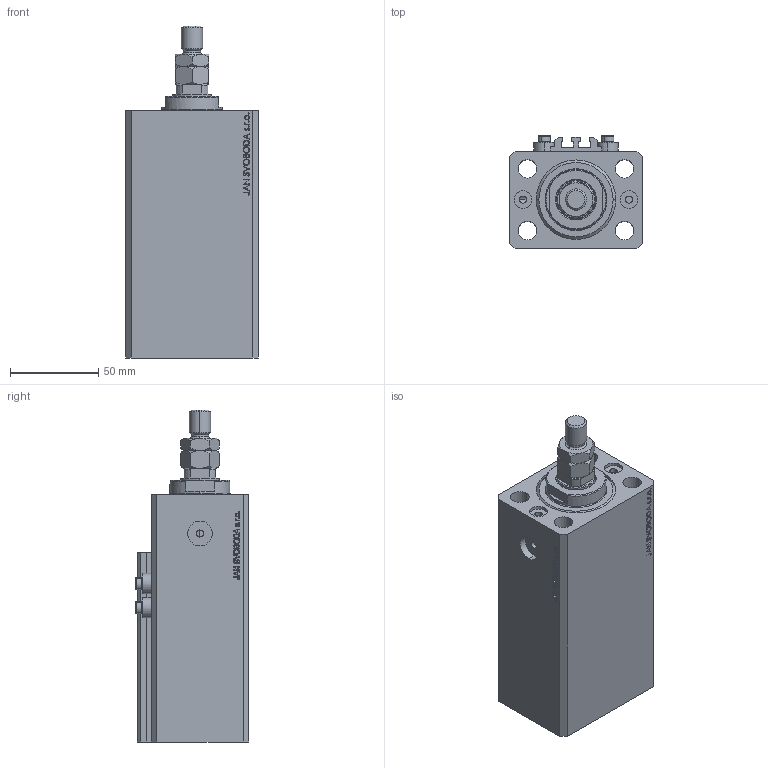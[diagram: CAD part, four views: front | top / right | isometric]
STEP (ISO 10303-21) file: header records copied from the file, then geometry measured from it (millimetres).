
FILE_DESCRIPTION (( 'STEP AP203' ), '1' );
FILE_NAME ('75fe.STEP', '2022-04-09T15:48:21', ( '' ), ( '' ), 'SwSTEP 2.0', 'SolidWorks 2019', '' );
FILE_SCHEMA (( 'CONFIG_CONTROL_DESIGN' ));
Length unit declared in the file: millimetre
Products named in the file (6): 75fe; ALLEN BOLT V250CE f8b4189f137af0aa63ced5c08316dcf7; V250CE_VC_C f8b4189f137af0aa63ced5c08316dcf7; V250CE_C_VCP f8b4189f137af0aa63ced5c08316dcf7; MTA f8b4189f137af0aa63ced5c08316dcf7; V250CE_C_Body f8b4189f137af0aa63ced5c08316dcf7
Assembly tree (8 placements, depth 2):
  75fe
    V250CE_C_Body f8b4189f137af0aa63ced5c08316dcf7
    ALLEN BOLT V250CE f8b4189f137af0aa63ced5c08316dcf7  x4
    V250CE_C_VCP f8b4189f137af0aa63ced5c08316dcf7
    V250CE_VC_C f8b4189f137af0aa63ced5c08316dcf7
    MTA f8b4189f137af0aa63ced5c08316dcf7
Bounding box: 75 x 64 x 187.9 mm (x, y, z)
Volume: 519724.5 mm3; surface area: 115751.3 mm2
Topology: 9 solids, 9 shells, 1082 faces, 2703 edges, 1757 vertices
Faces by surface type: plane 518, bspline 374, cylinder 90, cone 84, torus 16
Entity records: 48826 total; most frequent: CARTESIAN_POINT 26416, ORIENTED_EDGE 5096, DIRECTION 3214, EDGE_CURVE 2548, VERTEX_POINT 1673, VECTOR 1508, LINE 1508, EDGE_LOOP 1131
